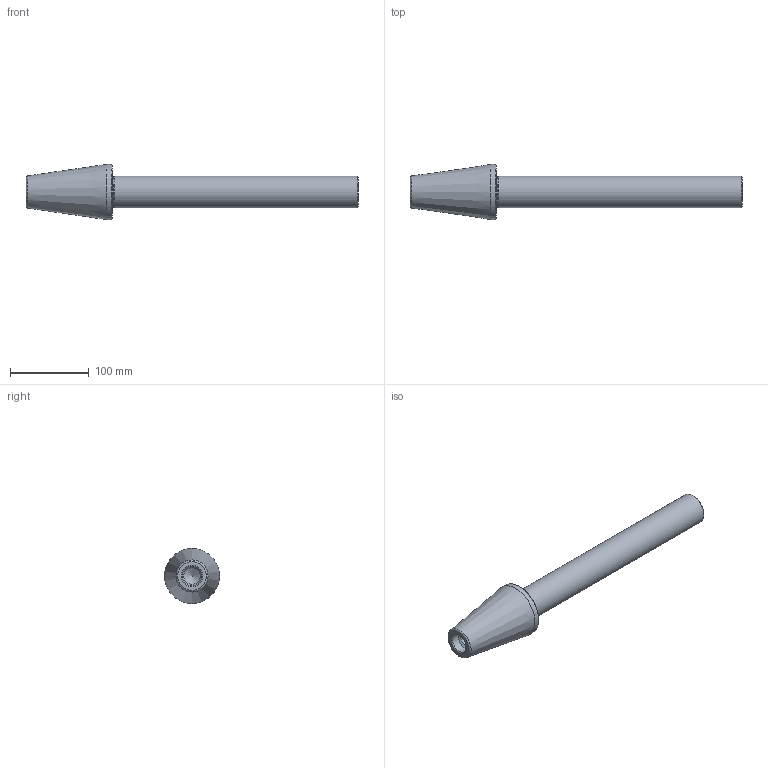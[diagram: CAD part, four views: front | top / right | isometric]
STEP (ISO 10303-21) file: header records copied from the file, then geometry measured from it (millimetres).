
FILE_DESCRIPTION(/* description */ ('Unknown'),/* implementation_level */ '2;1');
FILE_NAME(/* name */ '755050000',/* time_stamp */ '2022-03-15T14:55:22+01:00',/* author */ ('Unknown'),/* organization */ ('Unknown'),/* preprocessor_version */ 'ST-DEVELOPER v16.7',/* originating_system */ 'DEX',/* authorisation */ $);
FILE_SCHEMA (('AUTOMOTIVE_DESIGN {1 0 10303 214 3 1 1}'));
Length unit declared in the file: millimetre
Products named in the file (1): 0025830
Bounding box: 421.75 x 70 x 70 mm (x, y, z)
Volume: 549921.3 mm3; surface area: 83103.6 mm2
Topology: 1 solids, 1 shells, 21 faces, 44 edges, 27 vertices
Faces by surface type: cone 8, cylinder 6, plane 4, torus 3
Full cylindrical faces by diameter (mm): 20.752 x1, 25 x2, 39.4 x1, 40 x1, 70 x1
Entity records: 593 total; most frequent: DIRECTION 84, CARTESIAN_POINT 64, FACE_BOUND 42, AXIS2_PLACEMENT_3D 42, ORIENTED_EDGE 40, EDGE_LOOP 40, VERTEX_POINT 22, STYLED_ITEM 21
